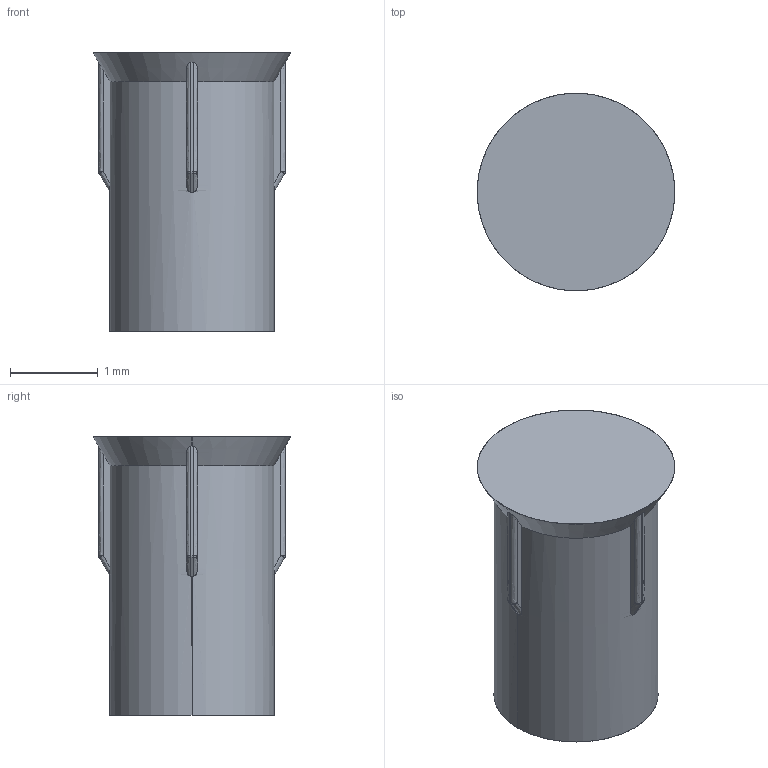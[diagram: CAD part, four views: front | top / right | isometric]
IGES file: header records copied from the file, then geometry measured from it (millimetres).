
Start section: SolidWorks IGES file using analytic representation for surfaces
Global section: file name: PLPC2-125.IGS; native system: SolidWorks 2015; preprocessor: SolidWorks 2015; author: kaukshunas; date: 150925.083036; units: inch
Bounding box: 2.25 x 2.25 x 3.17 mm (x, y, z)
Surface area: 54 mm2 (no closed solid volume)
Topology: 0 solids, 0 shells, 116 faces, 784 edges, 784 vertices
Faces by surface type: revolution 64, bspline 52
